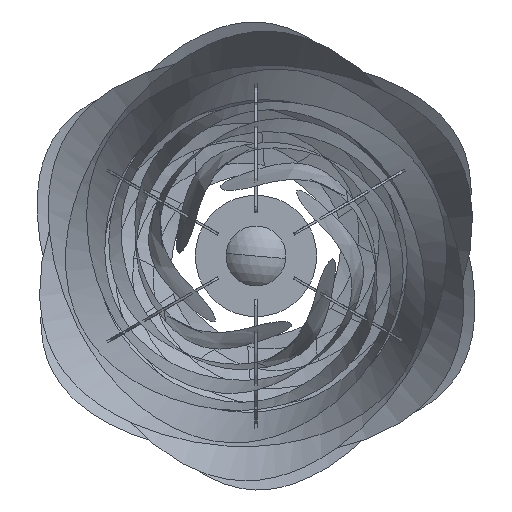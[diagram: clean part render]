
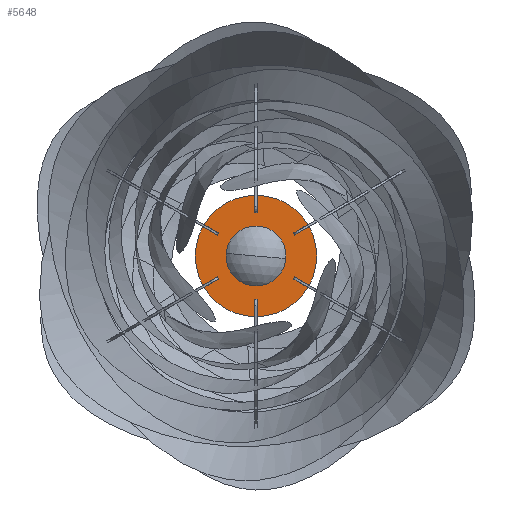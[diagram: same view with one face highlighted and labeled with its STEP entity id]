
A CAD part, front view. The second image highlights one B-rep face of the part: STEP entity #5648.
In plain terms, the highlighted planar face has unit normal (0, -1, 0).
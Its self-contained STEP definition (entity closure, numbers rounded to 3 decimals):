
#819 = DIRECTION ( 'NONE',  ( 0., 1., 0. ) ) ;
#1055 = FACE_OUTER_BOUND ( 'NONE', #14528, .T. ) ;
#1219 = DIRECTION ( 'NONE',  ( 0., 1., 0. ) ) ;
#1797 = CIRCLE ( 'NONE', #8837, 20. ) ;
#2630 = AXIS2_PLACEMENT_3D ( 'NONE', #12404, #10265, #12803 ) ;
#3309 = CARTESIAN_POINT ( 'NONE',  ( 0., -143.5, 0. ) ) ;
#3591 = VERTEX_POINT ( 'NONE', #4625 ) ;
#4262 = CARTESIAN_POINT ( 'NONE',  ( 0., -143.5, 0. ) ) ;
#4313 = DIRECTION ( 'NONE',  ( 0., 0., 1. ) ) ;
#4492 = EDGE_CURVE ( 'NONE', #7717, #3591, #11105, .T. ) ;
#4533 = DIRECTION ( 'NONE',  ( 0., 0., 1. ) ) ;
#4625 = CARTESIAN_POINT ( 'NONE',  ( 0., -143.5, -40.575 ) ) ;
#5048 = FACE_BOUND ( 'NONE', #8127, .T. ) ;
#5174 = AXIS2_PLACEMENT_3D ( 'NONE', #3309, #819, #8111 ) ;
#5648 = ADVANCED_FACE ( 'NONE', ( #5048, #1055 ), #10544, .F. ) ;
#5680 = ORIENTED_EDGE ( 'NONE', *, *, #7058, .F. ) ;
#5748 = DIRECTION ( 'NONE',  ( 0., 1., 0. ) ) ;
#6340 = VERTEX_POINT ( 'NONE', #11792 ) ;
#6551 = ORIENTED_EDGE ( 'NONE', *, *, #4492, .F. ) ;
#6599 = AXIS2_PLACEMENT_3D ( 'NONE', #8358, #1219, #9563 ) ;
#7058 = EDGE_CURVE ( 'NONE', #3591, #7717, #12214, .T. ) ;
#7124 = CARTESIAN_POINT ( 'NONE',  ( 0., -143.5, 0. ) ) ;
#7289 = CARTESIAN_POINT ( 'NONE',  ( 0., -143.5, 40.575 ) ) ;
#7717 = VERTEX_POINT ( 'NONE', #7289 ) ;
#8111 = DIRECTION ( 'NONE',  ( 0., 0., 1. ) ) ;
#8127 = EDGE_LOOP ( 'NONE', ( #9671, #8337 ) ) ;
#8337 = ORIENTED_EDGE ( 'NONE', *, *, #14799, .T. ) ;
#8358 = CARTESIAN_POINT ( 'NONE',  ( 0., -143.5, 0. ) ) ;
#8837 = AXIS2_PLACEMENT_3D ( 'NONE', #7124, #5748, #4533 ) ;
#9563 = DIRECTION ( 'NONE',  ( 0., 0., 1. ) ) ;
#9671 = ORIENTED_EDGE ( 'NONE', *, *, #13435, .T. ) ;
#10265 = DIRECTION ( 'NONE',  ( 0., 1., 0. ) ) ;
#10544 = PLANE ( 'NONE',  #5174 ) ;
#10712 = CIRCLE ( 'NONE', #6599, 20. ) ;
#11105 = CIRCLE ( 'NONE', #11136, 40.575 ) ;
#11136 = AXIS2_PLACEMENT_3D ( 'NONE', #4262, #12928, #4313 ) ;
#11657 = VERTEX_POINT ( 'NONE', #14184 ) ;
#11792 = CARTESIAN_POINT ( 'NONE',  ( 0., -143.5, -20. ) ) ;
#12214 = CIRCLE ( 'NONE', #2630, 40.575 ) ;
#12404 = CARTESIAN_POINT ( 'NONE',  ( 0., -143.5, 0. ) ) ;
#12803 = DIRECTION ( 'NONE',  ( 0., 0., 1. ) ) ;
#12928 = DIRECTION ( 'NONE',  ( 0., 1., 0. ) ) ;
#13435 = EDGE_CURVE ( 'NONE', #11657, #6340, #10712, .T. ) ;
#14184 = CARTESIAN_POINT ( 'NONE',  ( 0., -143.5, 20. ) ) ;
#14528 = EDGE_LOOP ( 'NONE', ( #6551, #5680 ) ) ;
#14799 = EDGE_CURVE ( 'NONE', #6340, #11657, #1797, .T. ) ;
